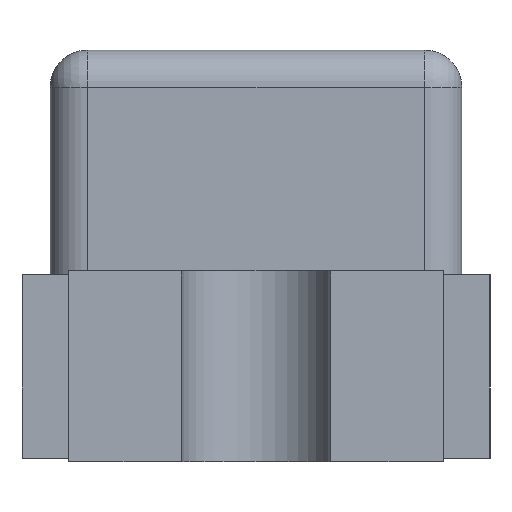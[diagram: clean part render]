
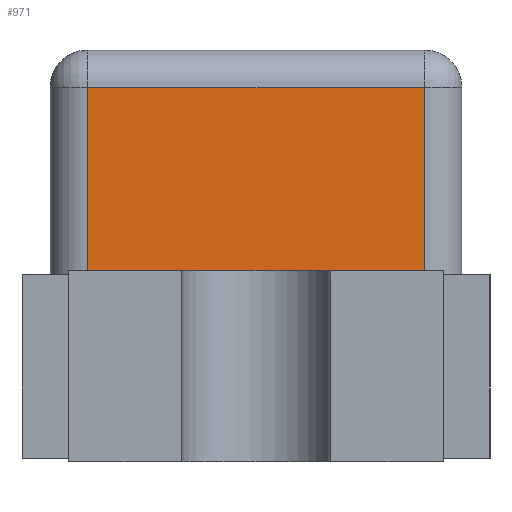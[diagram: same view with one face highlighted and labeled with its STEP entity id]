
A CAD part, left-side view. The second image highlights one B-rep face of the part: STEP entity #971.
In plain terms, the highlighted planar face has unit normal (-1, 0, 0).
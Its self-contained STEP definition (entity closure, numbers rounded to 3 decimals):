
#43=PLANE('',#1049);
#82=FACE_OUTER_BOUND('',#136,.T.);
#136=EDGE_LOOP('',(#768,#769,#770,#771));
#181=LINE('',#1402,#289);
#240=LINE('',#1531,#348);
#241=LINE('',#1532,#349);
#242=LINE('',#1533,#350);
#289=VECTOR('',#1132,1000.);
#348=VECTOR('',#1241,1000.);
#349=VECTOR('',#1242,1000.);
#350=VECTOR('',#1243,1000.);
#423=VERTEX_POINT('',#1399);
#424=VERTEX_POINT('',#1401);
#468=VERTEX_POINT('',#1529);
#469=VERTEX_POINT('',#1530);
#511=EDGE_CURVE('',#423,#424,#181,.T.);
#576=EDGE_CURVE('',#468,#469,#240,.T.);
#577=EDGE_CURVE('',#469,#424,#241,.T.);
#578=EDGE_CURVE('',#423,#468,#242,.T.);
#768=ORIENTED_EDGE('',*,*,#576,.T.);
#769=ORIENTED_EDGE('',*,*,#577,.T.);
#770=ORIENTED_EDGE('',*,*,#511,.F.);
#771=ORIENTED_EDGE('',*,*,#578,.T.);
#971=ADVANCED_FACE('',(#82),#43,.F.);
#1049=AXIS2_PLACEMENT_3D('',#1528,#1239,#1240);
#1132=DIRECTION('',(0.,1.,0.));
#1239=DIRECTION('center_axis',(1.,0.,0.));
#1240=DIRECTION('ref_axis',(0.,1.,0.));
#1241=DIRECTION('',(0.,1.,0.));
#1242=DIRECTION('',(0.,0.,-1.));
#1243=DIRECTION('',(0.,0.,1.));
#1399=CARTESIAN_POINT('',(-0.65,-0.45,0.51));
#1401=CARTESIAN_POINT('',(-0.65,0.45,0.51));
#1402=CARTESIAN_POINT('',(-0.65,-0.5,0.51));
#1528=CARTESIAN_POINT('Origin',(-0.65,0.55,1.1));
#1529=CARTESIAN_POINT('',(-0.65,-0.45,1.));
#1530=CARTESIAN_POINT('',(-0.65,0.45,1.));
#1531=CARTESIAN_POINT('',(-0.65,0.55,1.));
#1532=CARTESIAN_POINT('',(-0.65,0.45,1.1));
#1533=CARTESIAN_POINT('',(-0.65,-0.45,1.1));
